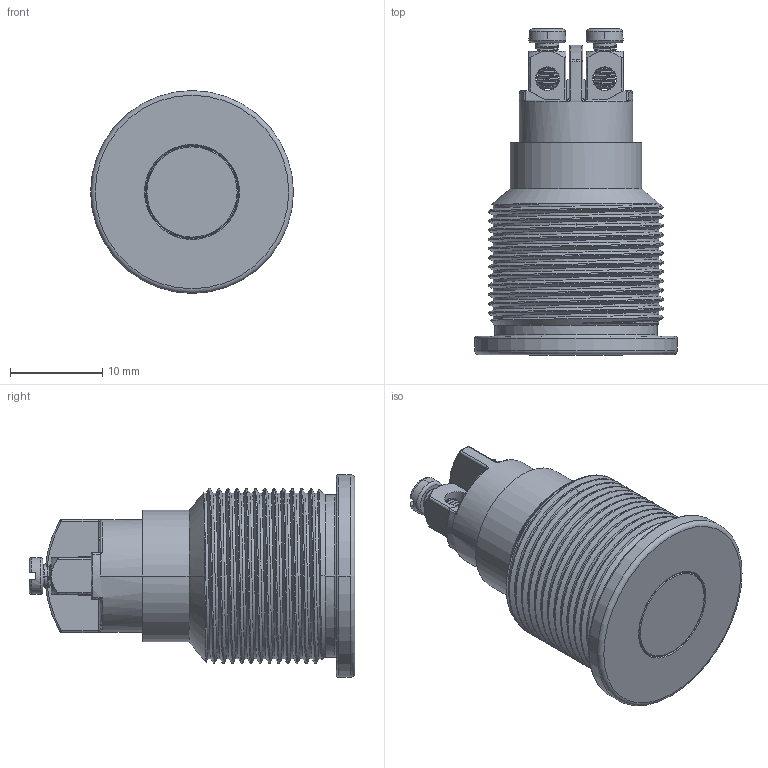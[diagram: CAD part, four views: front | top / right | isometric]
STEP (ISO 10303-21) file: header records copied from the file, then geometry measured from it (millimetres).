
FILE_DESCRIPTION(/* description */ (''),/* implementation_level */ '2;1');
FILE_NAME(/* name */ 'PVL19FSxxx.stp',/* time_stamp */ '2024-12-18T08:50:27-06:00',/* author */ ('jsteinblock'),/* organization */ (''),/* preprocessor_version */ 'ST-DEVELOPER v20',/* originating_system */ 'Autodesk Inventor 2022',/* authorisation */ '');
FILE_SCHEMA (('AUTOMOTIVE_DESIGN { 1 0 10303 214 3 1 1 }'));
Products named in the file (1): PVL19FSxxx
Bounding box: 22 x 35.35 x 22 mm (x, y, z)
Volume: 2237.6 mm3; surface area: 5146.4 mm2
Topology: 4 solids, 4 shells, 454 faces, 1307 edges, 854 vertices
Faces by surface type: bspline 287, plane 122, cylinder 22, torus 19, sphere 4
Entity records: 64000 total; most frequent: CARTESIAN_POINT 54113, ORIENTED_EDGE 2614, EDGE_CURVE 1307, DIRECTION 1079, VERTEX_POINT 854, B_SPLINE_CURVE_WITH_KNOTS 701, EDGE_LOOP 499, LINE 469
